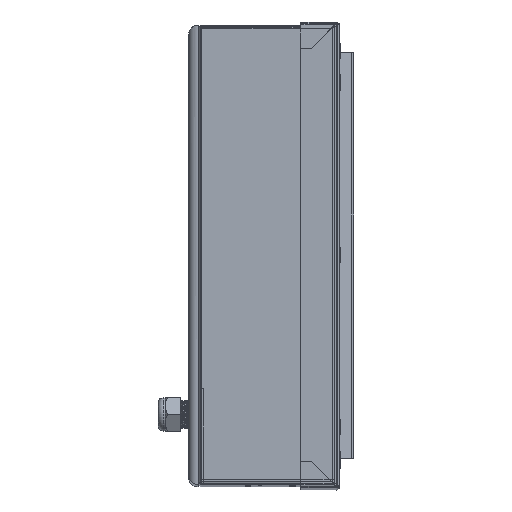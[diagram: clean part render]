
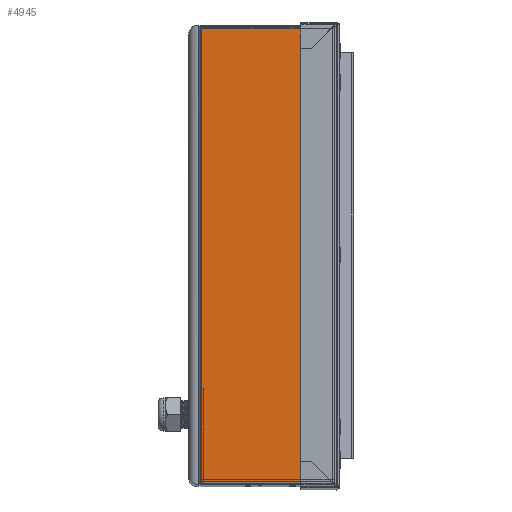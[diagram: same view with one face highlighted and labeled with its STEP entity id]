
A CAD part, top view. The second image highlights one B-rep face of the part: STEP entity #4945.
In plain terms, the highlighted planar face has unit normal (0, 0, 1).
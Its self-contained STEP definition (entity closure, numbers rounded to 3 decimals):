
#4945 = ADVANCED_FACE( '', ( #10550 ), #10551, .T. );
#10550 = FACE_OUTER_BOUND( '', #17609, .T. );
#10551 = PLANE( '', #17610 );
#17609 = EDGE_LOOP( '', ( #29736, #29737, #29738, #29739, #29740, #29741 ) );
#17610 = AXIS2_PLACEMENT_3D( '', #29742, #29743, #29744 );
#29736 = ORIENTED_EDGE( '', *, *, #45457, .F. );
#29737 = ORIENTED_EDGE( '', *, *, #45458, .T. );
#29738 = ORIENTED_EDGE( '', *, *, #41951, .T. );
#29739 = ORIENTED_EDGE( '', *, *, #41943, .T. );
#29740 = ORIENTED_EDGE( '', *, *, #45023, .F. );
#29741 = ORIENTED_EDGE( '', *, *, #43232, .F. );
#29742 = CARTESIAN_POINT( '', ( 53.5, 180., 512.5 ) );
#29743 = DIRECTION( '', ( 0., 0., 1. ) );
#29744 = DIRECTION( '', ( 1., 0., 0. ) );
#41943 = EDGE_CURVE( '', #50184, #50182, #50185, .T. );
#41951 = EDGE_CURVE( '', #50197, #50184, #50198, .T. );
#43232 = EDGE_CURVE( '', #52432, #52434, #52435, .T. );
#45023 = EDGE_CURVE( '', #52434, #50182, #55273, .T. );
#45457 = EDGE_CURVE( '', #55906, #52432, #55907, .T. );
#45458 = EDGE_CURVE( '', #55906, #50197, #55908, .T. );
#50182 = VERTEX_POINT( '', #62127 );
#50184 = VERTEX_POINT( '', #62130 );
#50185 = LINE( '', #62131, #62132 );
#50197 = VERTEX_POINT( '', #62149 );
#50198 = LINE( '', #62150, #62151 );
#52432 = VERTEX_POINT( '', #65258 );
#52434 = VERTEX_POINT( '', #65260 );
#52435 = LINE( '', #65261, #65262 );
#55273 = LINE( '', #69333, #69334 );
#55906 = VERTEX_POINT( '', #70293 );
#55907 = LINE( '', #70294, #70295 );
#55908 = LINE( '', #70296, #70297 );
#62127 = CARTESIAN_POINT( '', ( -51.29, -177.788, 512.5 ) );
#62130 = CARTESIAN_POINT( '', ( -51.29, 177.788, 512.5 ) );
#62131 = CARTESIAN_POINT( '', ( -51.29, 180., 512.5 ) );
#62132 = VECTOR( '', #77102, 1000. );
#62149 = CARTESIAN_POINT( '', ( -51.288, 177.788, 512.5 ) );
#62150 = CARTESIAN_POINT( '', ( -51.29, 177.788, 512.5 ) );
#62151 = VECTOR( '', #77108, 1000. );
#65258 = CARTESIAN_POINT( '', ( 51.29, -177.788, 512.5 ) );
#65260 = CARTESIAN_POINT( '', ( -51.288, -177.788, 512.5 ) );
#65261 = CARTESIAN_POINT( '', ( -51.29, -177.788, 512.5 ) );
#65262 = VECTOR( '', #78747, 1000. );
#69333 = CARTESIAN_POINT( '', ( -51.29, -177.788, 512.5 ) );
#69334 = VECTOR( '', #80726, 1000. );
#70293 = CARTESIAN_POINT( '', ( 51.29, 177.788, 512.5 ) );
#70294 = CARTESIAN_POINT( '', ( 51.29, -177.788, 512.5 ) );
#70295 = VECTOR( '', #81178, 1000. );
#70296 = CARTESIAN_POINT( '', ( -51.29, 177.788, 512.5 ) );
#70297 = VECTOR( '', #81179, 1000. );
#77102 = DIRECTION( '', ( 0., -1., 0. ) );
#77108 = DIRECTION( '', ( -1., 0., 0. ) );
#78747 = DIRECTION( '', ( -1., 0., 0. ) );
#80726 = DIRECTION( '', ( -1., 0., 0. ) );
#81178 = DIRECTION( '', ( 0., -1., 0. ) );
#81179 = DIRECTION( '', ( -1., 0., 0. ) );
